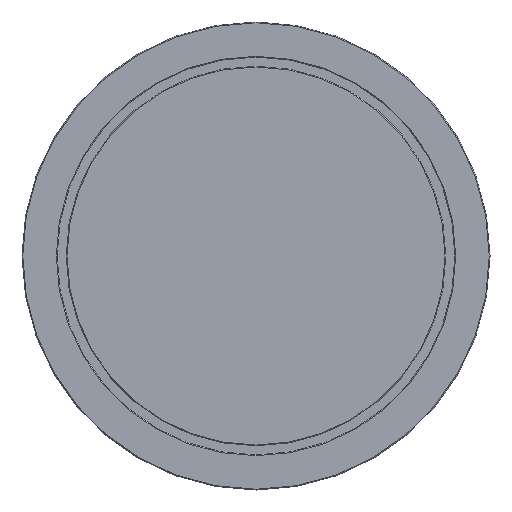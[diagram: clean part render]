
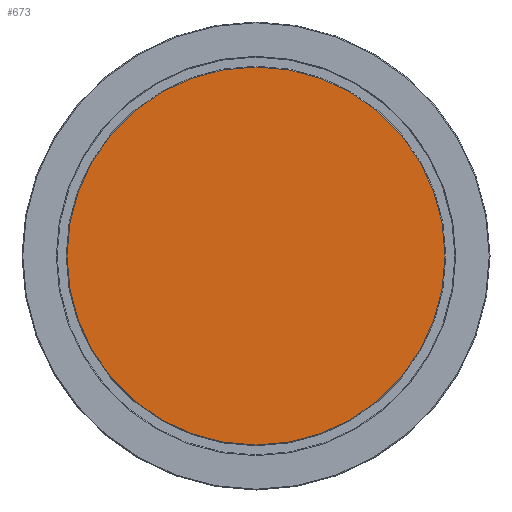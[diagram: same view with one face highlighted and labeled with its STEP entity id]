
A CAD part, front view. The second image highlights one B-rep face of the part: STEP entity #673.
In plain terms, the highlighted planar face has unit normal (0, -1, 0).
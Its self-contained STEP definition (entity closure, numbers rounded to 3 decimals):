
#36 = DIRECTION ( 'NONE',  ( 0., -1., 0. ) ) ;
#37 = DIRECTION ( 'NONE',  ( 0., 0., -1. ) ) ;
#49 = FACE_OUTER_BOUND ( 'NONE', #395, .T. ) ;
#59 = CARTESIAN_POINT ( 'NONE',  ( 0., 0., 0. ) ) ;
#96 = PLANE ( 'NONE',  #841 ) ;
#109 = DIRECTION ( 'NONE',  ( 0., -1., 0. ) ) ;
#110 = DIRECTION ( 'NONE',  ( 0., 0., -1. ) ) ;
#117 = CARTESIAN_POINT ( 'NONE',  ( 0., 0., 0. ) ) ;
#188 = DIRECTION ( 'NONE',  ( 0., 0., -1. ) ) ;
#206 = CARTESIAN_POINT ( 'NONE',  ( 0., 0., 0. ) ) ;
#210 = DIRECTION ( 'NONE',  ( 0., -1., 0. ) ) ;
#395 = EDGE_LOOP ( 'NONE', ( #497, #514 ) ) ;
#429 = CARTESIAN_POINT ( 'NONE',  ( 0., 0., 72.7 ) ) ;
#472 = CARTESIAN_POINT ( 'NONE',  ( 0., 0., -72.7 ) ) ;
#497 = ORIENTED_EDGE ( 'NONE', *, *, #701, .T. ) ;
#514 = ORIENTED_EDGE ( 'NONE', *, *, #650, .T. ) ;
#546 = VERTEX_POINT ( 'NONE', #429 ) ;
#559 = VERTEX_POINT ( 'NONE', #472 ) ;
#650 = EDGE_CURVE ( 'NONE', #559, #546, #796, .T. ) ;
#673 = ADVANCED_FACE ( 'NONE', ( #49 ), #96, .T. ) ;
#701 = EDGE_CURVE ( 'NONE', #546, #559, #832, .T. ) ;
#796 = CIRCLE ( 'NONE', #808, 72.7 ) ;
#808 = AXIS2_PLACEMENT_3D ( 'NONE', #117, #109, #110 ) ;
#832 = CIRCLE ( 'NONE', #871, 72.7 ) ;
#841 = AXIS2_PLACEMENT_3D ( 'NONE', #59, #36, #37 ) ;
#871 = AXIS2_PLACEMENT_3D ( 'NONE', #206, #210, #188 ) ;
